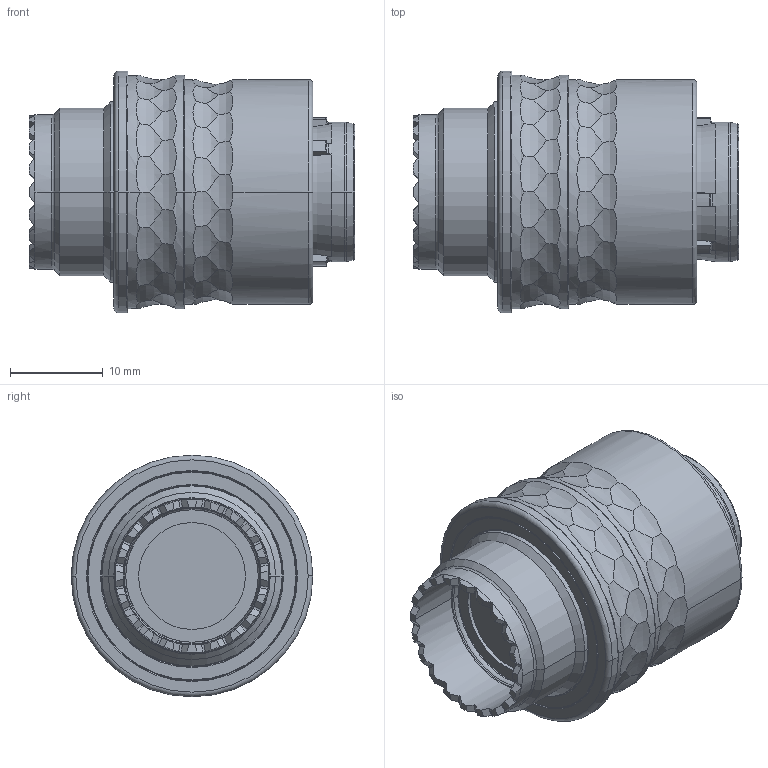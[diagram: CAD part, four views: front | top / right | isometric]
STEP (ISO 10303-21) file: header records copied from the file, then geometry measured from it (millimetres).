
FILE_DESCRIPTION((''),'2;1');
FILE_NAME('Z10406521','2023-08-29T11:11:33',('FHeitzinger'),(''),'CREO PARAMETRIC BY PTC INC, 2022014','CREO PARAMETRIC BY PTC INC, 2022014','');
FILE_SCHEMA(('AP242_MANAGED_MODEL_BASED_3D_ENGINEERING_MIM_LF { 1 0 10303 442 1 1 4 }'));
Length unit declared in the file: millimetre
Products named in the file (1): Z10406521
Bounding box: 35 x 26 x 26 mm (x, y, z)
Volume: 9259 mm3; surface area: 5549.8 mm2
Topology: 1 solids, 1 shells, 468 faces, 1154 edges, 725 vertices
Faces by surface type: torus 139, plane 119, cylinder 117, cone 49, bspline 44
Entity records: 20364 total; most frequent: CARTESIAN_POINT 6566, ORIENTED_EDGE 2308, DIRECTION 2011, EDGE_CURVE 1154, AXIS2_PLACEMENT_3D 884, VERTEX_POINT 725, EDGE_LOOP 505, FILL_AREA_STYLE_COLOUR 477
